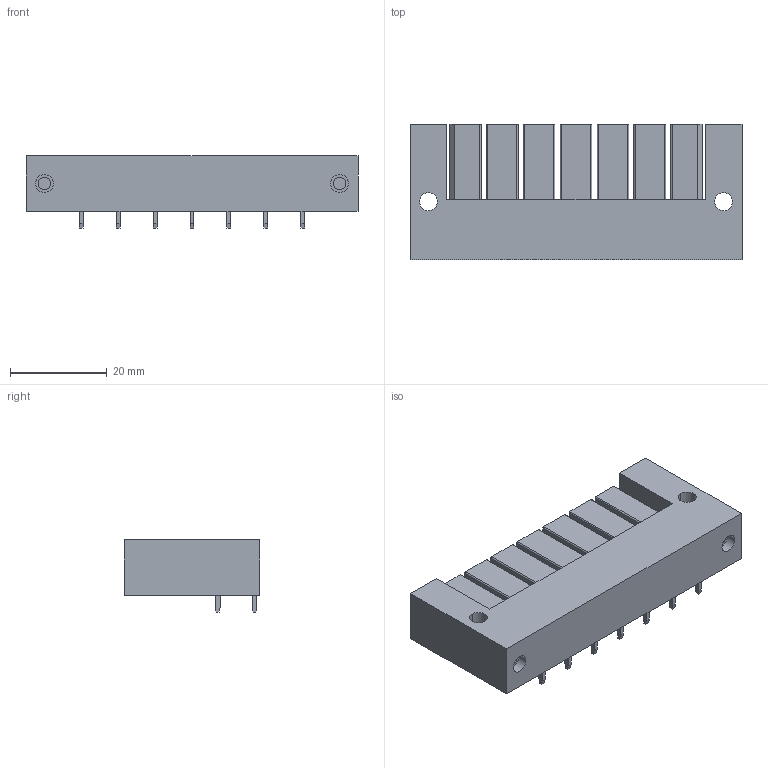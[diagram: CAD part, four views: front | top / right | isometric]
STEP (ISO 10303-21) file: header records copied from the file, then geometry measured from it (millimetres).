
FILE_DESCRIPTION(('CATIA V5 STEP Exchange','CAx-IF Rec.Pracs.--- Model Styling and Organization---1.2---2011-12-15'),'2;1');
FILE_NAME ('D1459313_0_1929570000_1929570000.stp','2018-09-05T15:21:06+00:00',('none'),('Weidmueller'),'CATIA Version 5-6 Release 2014','CATIA V5 STEP AP214','none');
FILE_SCHEMA(('AUTOMOTIVE_DESIGN { 1 0 10303 214 1 1 1 1 }'));
Length unit declared in the file: millimetre
Products named in the file (1): 1929570000
Bounding box: 68.58 x 28 x 14.9 mm (x, y, z)
Volume: 15559.4 mm3; surface area: 10104.5 mm2
Topology: 15 solids, 15 shells, 433 faces, 1113 edges, 730 vertices
Faces by surface type: plane 337, cylinder 92, cone 4
Entity records: 11990 total; most frequent: ORIENTED_EDGE 2226, CARTESIAN_POINT 2137, DIRECTION 1615, EDGE_CURVE 1113, VECTOR 897, LINE 897, VERTEX_POINT 730, EDGE_LOOP 465
